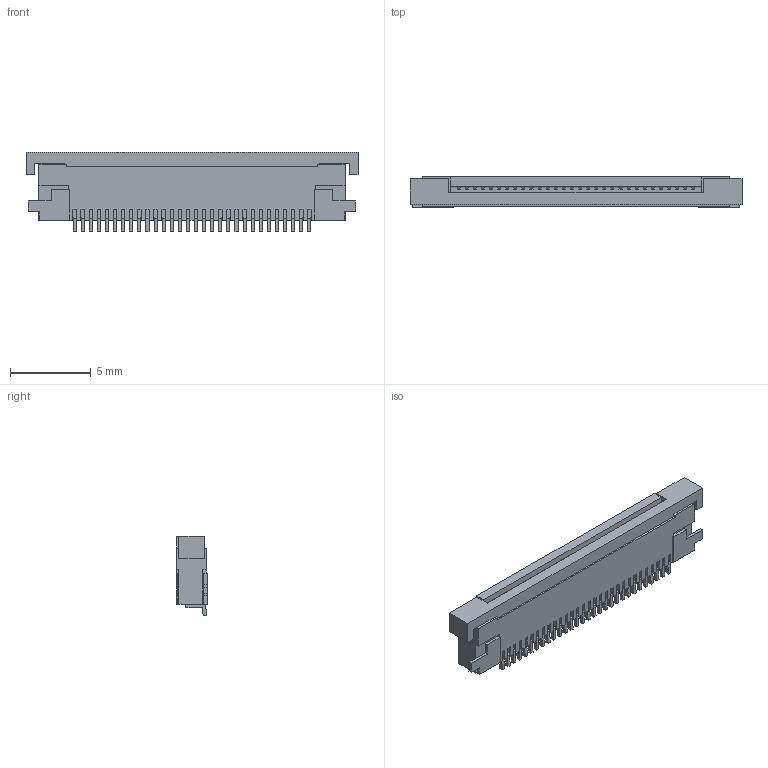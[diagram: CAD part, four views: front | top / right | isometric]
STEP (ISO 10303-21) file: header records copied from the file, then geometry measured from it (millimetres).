
FILE_DESCRIPTION(/* description */ ('STEP AP242','CAx-IF Rec.Pracs.---Representation and Presentation of Product Manufacturing Information (PMI)---4.0---2014-10-13','CAx-IF Rec.Pracs.---3D Tessellated Geometry---0.4---2014-09-14','2;1'),/* implementation_level */ '2;1');
FILE_NAME(/* name */ '6442a5fc7e33380cbd88cd9a',/* time_stamp */ '2023-04-21T15:04:29+00:00',/* author */ (''),/* organization */ (''),/* preprocessor_version */ 'ST-DEVELOPER v18.102',/* originating_system */ ' ',/* authorisation */ ' ');
FILE_SCHEMA (('AP242_MANAGED_MODEL_BASED_3D_ENGINEERING_MIM_LF { 1 0 10303 442 1 1 4 }'));
Length unit declared in the file: metre
Products named in the file (1): SFV30R-4STE1HLF
Bounding box: 20.5 x 1.87 x 4.9 mm (x, y, z)
Volume: 129.5 mm3; surface area: 419.7 mm2
Topology: 1 solids, 1 shells, 610 faces, 1822 edges, 1214 vertices
Faces by surface type: plane 580, cylinder 30
Entity records: 22206 total; most frequent: CARTESIAN_POINT 3653, ORIENTED_EDGE 3644, DIRECTION 3102, EDGE_CURVE 1822, LINE 1760, VECTOR 1760, VERTEX_POINT 1214, AXIS2_PLACEMENT_3D 671
